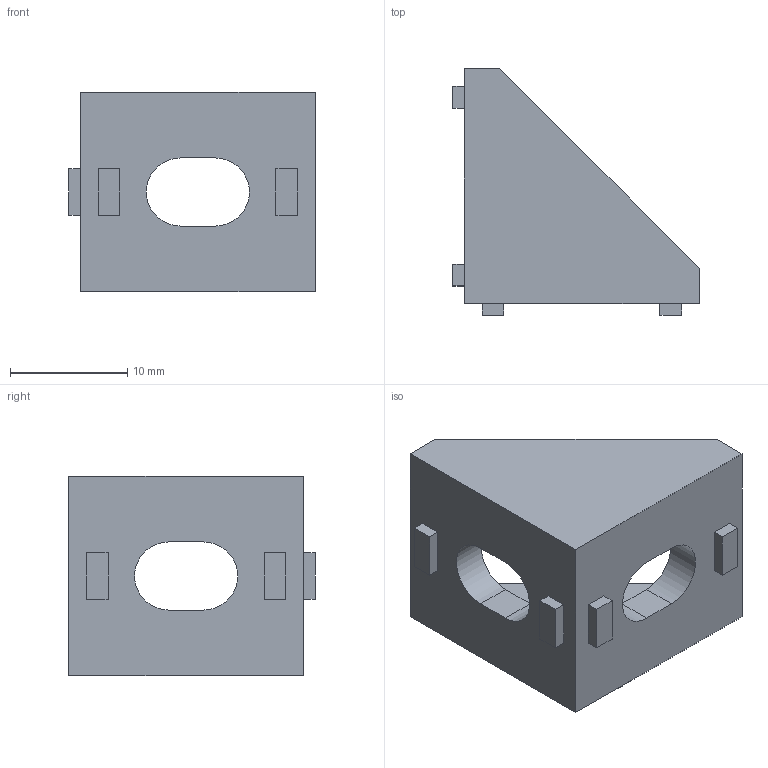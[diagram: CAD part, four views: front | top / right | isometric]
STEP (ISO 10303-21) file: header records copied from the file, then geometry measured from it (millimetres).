
FILE_DESCRIPTION(/* description */ (''),/* implementation_level */ '2;1');
FILE_NAME(/* name */ 'Cast Corner Bracket_ipt_4f5f33b3.STEP',/* time_stamp */ '2022-12-24T23:19:09+02:00',/* author */ (''),/* organization */ (''),/* preprocessor_version */ 'ST-DEVELOPER v17',/* originating_system */ 'Autodesk Inventor 2019',/* authorisation */ '');
FILE_SCHEMA (('AUTOMOTIVE_DESIGN { 1 0 10303 214 3 1 1 }'));
Length unit declared in the file: millimetre
Products named in the file (1): Cast Corner Bracket
Bounding box: 21 x 21 x 17 mm (x, y, z)
Volume: 2231.7 mm3; surface area: 2137 mm2
Topology: 1 solids, 1 shells, 40 faces, 115 edges, 98 vertices
Faces by surface type: plane 36, cylinder 4
Entity records: 1300 total; most frequent: CARTESIAN_POINT 239, ORIENTED_EDGE 196, DIRECTION 192, EDGE_CURVE 98, LINE 90, VECTOR 90, VERTEX_POINT 64, AXIS2_PLACEMENT_3D 51
